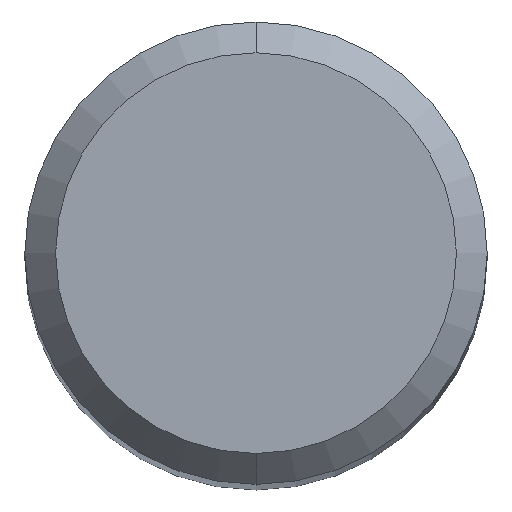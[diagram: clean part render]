
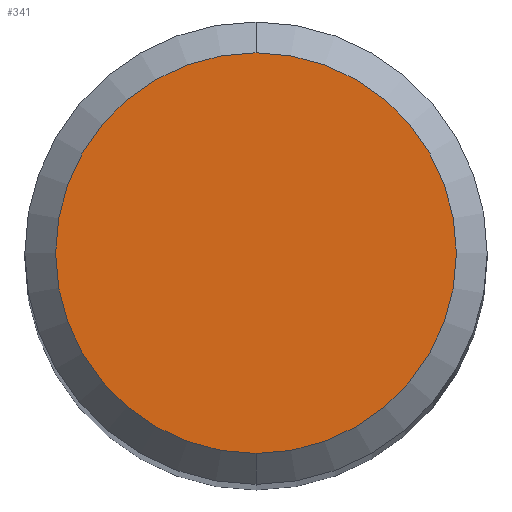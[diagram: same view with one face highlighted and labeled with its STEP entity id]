
A CAD part, top view. The second image highlights one B-rep face of the part: STEP entity #341.
In plain terms, the highlighted planar face has unit normal (0, 0, 1).
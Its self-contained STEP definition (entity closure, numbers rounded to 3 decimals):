
#341=ADVANCED_FACE('',(#927),#928,.T.);
#363=VERTEX_POINT('',#951);
#691=EDGE_CURVE('',#743,#363,#1306,.T.);
#743=VERTEX_POINT('',#1365);
#825=EDGE_CURVE('',#363,#743,#1455,.T.);
#927=FACE_OUTER_BOUND('',#1667,.T.);
#928=PLANE('',#1668);
#951=CARTESIAN_POINT('',(0.,-2.6,0.0));
#1306=CIRCLE('',#3369,2.6);
#1365=CARTESIAN_POINT('',(0.0,2.6,0.0));
#1455=CIRCLE('',#4161,2.6);
#1667=EDGE_LOOP('',(#4475,#4476));
#1668=AXIS2_PLACEMENT_3D('',#4477,#4478,#4479);
#3369=AXIS2_PLACEMENT_3D('',#4820,#4821,#4822);
#4161=AXIS2_PLACEMENT_3D('',#5016,#5017,#5018);
#4475=ORIENTED_EDGE('',*,*,#691,.F.);
#4476=ORIENTED_EDGE('',*,*,#825,.F.);
#4477=CARTESIAN_POINT('',(0.0,1.3,0.0));
#4478=DIRECTION('',(-0.0,0.0,1.0));
#4479=DIRECTION('',(0.0,-1.0,0.0));
#4820=CARTESIAN_POINT('',(0.0,0.0,0.0));
#4821=DIRECTION('',(0.0,0.0,-1.0));
#4822=DIRECTION('',(0.0,1.0,0.0));
#5016=CARTESIAN_POINT('',(0.0,0.0,0.0));
#5017=DIRECTION('',(0.0,0.0,-1.0));
#5018=DIRECTION('',(0.0,1.0,0.0));
